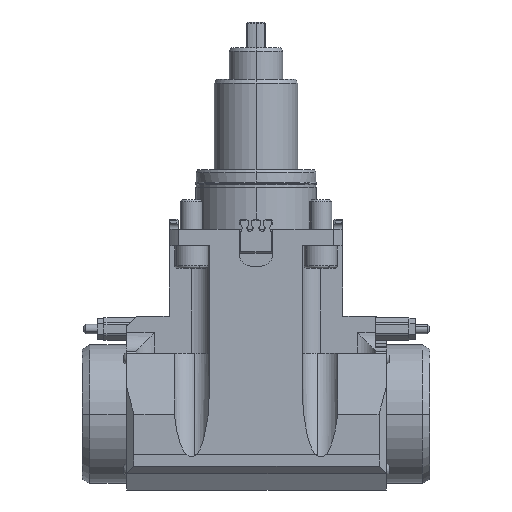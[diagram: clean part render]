
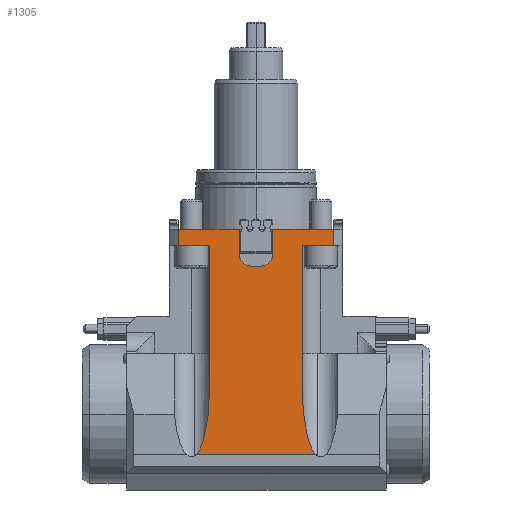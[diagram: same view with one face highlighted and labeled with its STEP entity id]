
A CAD part, front view. The second image highlights one B-rep face of the part: STEP entity #1305.
In plain terms, the highlighted planar face has unit normal (0, -1, 0).
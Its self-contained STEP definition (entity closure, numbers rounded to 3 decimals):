
#1166=CARTESIAN_POINT('',(-47.,-47.,0.));
#1167=DIRECTION('',(-0.,-1.,0.));
#1168=DIRECTION('',(-0.,-0.,-1.));
#1169=AXIS2_PLACEMENT_3D('',#1166,#1167,#1168);
#1170=PLANE('',#1169);
#1171=CARTESIAN_POINT('',(-41.952,-47.,0.));
#1172=VERTEX_POINT('',#1171);
#1173=CARTESIAN_POINT('',(-41.952,-47.,-9.));
#1174=VERTEX_POINT('',#1173);
#1175=CARTESIAN_POINT('',(-41.952,-47.,0.));
#1176=DIRECTION('',(0.,0.,-1.));
#1177=VECTOR('',#1176,9.);
#1178=LINE('',#1175,#1177);
#1179=EDGE_CURVE('',#1172,#1174,#1178,.T.);
#1180=ORIENTED_EDGE('',*,*,#1179,.T.);
#1181=CARTESIAN_POINT('',(-25.,-47.,-9.));
#1182=VERTEX_POINT('',#1181);
#1183=CARTESIAN_POINT('',(-41.952,-47.,-9.));
#1184=DIRECTION('',(1.,-0.,-0.));
#1185=VECTOR('',#1184,16.952);
#1186=LINE('',#1183,#1185);
#1187=EDGE_CURVE('',#1174,#1182,#1186,.T.);
#1188=ORIENTED_EDGE('',*,*,#1187,.T.);
#1189=CARTESIAN_POINT('',(-25.,-47.,-84.87));
#1190=VERTEX_POINT('',#1189);
#1191=CARTESIAN_POINT('',(-25.,-47.,-9.));
#1192=DIRECTION('',(0.,-0.,-1.));
#1193=VECTOR('',#1192,75.87);
#1194=LINE('',#1191,#1193);
#1195=EDGE_CURVE('',#1182,#1190,#1194,.T.);
#1196=ORIENTED_EDGE('',*,*,#1195,.T.);
#1197=CARTESIAN_POINT('',(-32.234,-47.,-122.));
#1198=VERTEX_POINT('',#1197);
#1199=CARTESIAN_POINT('',(-35.,-47.,-84.87));
#1200=DIRECTION('',(-0.,1.,0.));
#1201=DIRECTION('',(0.,-0.,1.));
#1202=AXIS2_PLACEMENT_3D('',#1199,#1200,#1201);
#1203=ELLIPSE('',#1202,38.637,10.);
#1204=EDGE_CURVE('',#1190,#1198,#1203,.T.);
#1205=ORIENTED_EDGE('',*,*,#1204,.T.);
#1206=CARTESIAN_POINT('',(32.234,-47.,-122.));
#1207=VERTEX_POINT('',#1206);
#1208=CARTESIAN_POINT('',(-32.234,-47.,-122.));
#1209=DIRECTION('',(1.,0.,-0.));
#1210=VECTOR('',#1209,64.469);
#1211=LINE('',#1208,#1210);
#1212=EDGE_CURVE('',#1198,#1207,#1211,.T.);
#1213=ORIENTED_EDGE('',*,*,#1212,.T.);
#1214=CARTESIAN_POINT('',(25.,-47.,-84.87));
#1215=VERTEX_POINT('',#1214);
#1216=CARTESIAN_POINT('',(35.,-47.,-84.87));
#1217=DIRECTION('',(-0.,1.,0.));
#1218=DIRECTION('',(0.,-0.,1.));
#1219=AXIS2_PLACEMENT_3D('',#1216,#1217,#1218);
#1220=ELLIPSE('',#1219,38.637,10.);
#1221=EDGE_CURVE('',#1207,#1215,#1220,.T.);
#1222=ORIENTED_EDGE('',*,*,#1221,.T.);
#1223=CARTESIAN_POINT('',(25.,-47.,-9.));
#1224=VERTEX_POINT('',#1223);
#1225=CARTESIAN_POINT('',(25.,-47.,-84.87));
#1226=DIRECTION('',(-0.,-0.,1.));
#1227=VECTOR('',#1226,75.87);
#1228=LINE('',#1225,#1227);
#1229=EDGE_CURVE('',#1215,#1224,#1228,.T.);
#1230=ORIENTED_EDGE('',*,*,#1229,.T.);
#1231=CARTESIAN_POINT('',(41.952,-47.,-9.));
#1232=VERTEX_POINT('',#1231);
#1233=CARTESIAN_POINT('',(25.,-47.,-9.));
#1234=DIRECTION('',(1.,-0.,-0.));
#1235=VECTOR('',#1234,16.952);
#1236=LINE('',#1233,#1235);
#1237=EDGE_CURVE('',#1224,#1232,#1236,.T.);
#1238=ORIENTED_EDGE('',*,*,#1237,.T.);
#1239=CARTESIAN_POINT('',(41.952,-47.,0.));
#1240=VERTEX_POINT('',#1239);
#1241=CARTESIAN_POINT('',(41.952,-47.,-9.));
#1242=DIRECTION('',(0.,0.,1.));
#1243=VECTOR('',#1242,9.);
#1244=LINE('',#1241,#1243);
#1245=EDGE_CURVE('',#1232,#1240,#1244,.T.);
#1246=ORIENTED_EDGE('',*,*,#1245,.T.);
#1247=CARTESIAN_POINT('',(9.005,-47.,0.));
#1248=VERTEX_POINT('',#1247);
#1249=CARTESIAN_POINT('',(9.005,-47.,0.));
#1250=DIRECTION('',(1.,-0.,-0.));
#1251=VECTOR('',#1250,32.947);
#1252=LINE('',#1249,#1251);
#1253=EDGE_CURVE('',#1248,#1240,#1252,.T.);
#1254=ORIENTED_EDGE('',*,*,#1253,.F.);
#1255=CARTESIAN_POINT('',(9.005,-47.,-13.5));
#1256=VERTEX_POINT('',#1255);
#1257=CARTESIAN_POINT('',(9.005,-47.,0.));
#1258=DIRECTION('',(0.,0.,-1.));
#1259=VECTOR('',#1258,13.5);
#1260=LINE('',#1257,#1259);
#1261=EDGE_CURVE('',#1248,#1256,#1260,.T.);
#1262=ORIENTED_EDGE('',*,*,#1261,.T.);
#1263=CARTESIAN_POINT('',(2.505,-47.,-20.));
#1264=VERTEX_POINT('',#1263);
#1265=CARTESIAN_POINT('',(2.505,-47.,-13.5));
#1266=DIRECTION('',(0.,1.,-0.));
#1267=DIRECTION('',(-0.,-0.,-1.));
#1268=AXIS2_PLACEMENT_3D('',#1265,#1266,#1267);
#1269=CIRCLE('',#1268,6.5);
#1270=EDGE_CURVE('',#1256,#1264,#1269,.T.);
#1271=ORIENTED_EDGE('',*,*,#1270,.T.);
#1272=CARTESIAN_POINT('',(-2.505,-47.,-20.));
#1273=VERTEX_POINT('',#1272);
#1274=CARTESIAN_POINT('',(2.505,-47.,-20.));
#1275=DIRECTION('',(-1.,0.,0.));
#1276=VECTOR('',#1275,5.01);
#1277=LINE('',#1274,#1276);
#1278=EDGE_CURVE('',#1264,#1273,#1277,.T.);
#1279=ORIENTED_EDGE('',*,*,#1278,.T.);
#1280=CARTESIAN_POINT('',(-9.005,-47.,-13.5));
#1281=VERTEX_POINT('',#1280);
#1282=CARTESIAN_POINT('',(-2.505,-47.,-13.5));
#1283=DIRECTION('',(0.,1.,-0.));
#1284=DIRECTION('',(-1.,0.,0.));
#1285=AXIS2_PLACEMENT_3D('',#1282,#1283,#1284);
#1286=CIRCLE('',#1285,6.5);
#1287=EDGE_CURVE('',#1273,#1281,#1286,.T.);
#1288=ORIENTED_EDGE('',*,*,#1287,.T.);
#1289=CARTESIAN_POINT('',(-9.005,-47.,0.));
#1290=VERTEX_POINT('',#1289);
#1291=CARTESIAN_POINT('',(-9.005,-47.,-13.5));
#1292=DIRECTION('',(0.,0.,1.));
#1293=VECTOR('',#1292,13.5);
#1294=LINE('',#1291,#1293);
#1295=EDGE_CURVE('',#1281,#1290,#1294,.T.);
#1296=ORIENTED_EDGE('',*,*,#1295,.T.);
#1297=CARTESIAN_POINT('',(-41.952,-47.,0.));
#1298=DIRECTION('',(1.,-0.,-0.));
#1299=VECTOR('',#1298,32.947);
#1300=LINE('',#1297,#1299);
#1301=EDGE_CURVE('',#1172,#1290,#1300,.T.);
#1302=ORIENTED_EDGE('',*,*,#1301,.F.);
#1303=EDGE_LOOP('',(#1180,#1188,#1196,#1205,#1213,#1222,#1230,#1238,#1246,#1254,#1262,#1271,#1279,#1288,#1296,#1302));
#1304=FACE_BOUND('',#1303,.T.);
#1305=ADVANCED_FACE('',(#1304),#1170,.T.);
